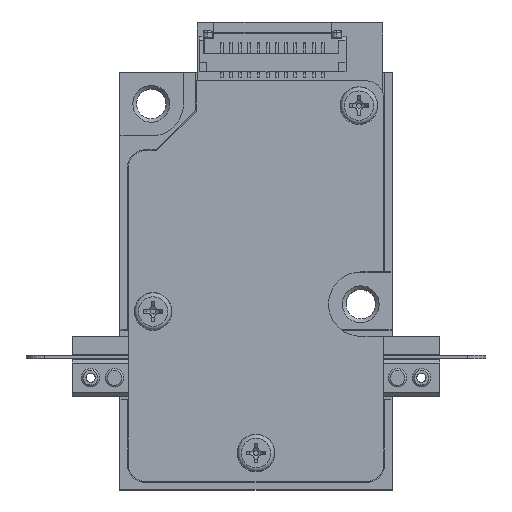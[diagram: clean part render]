
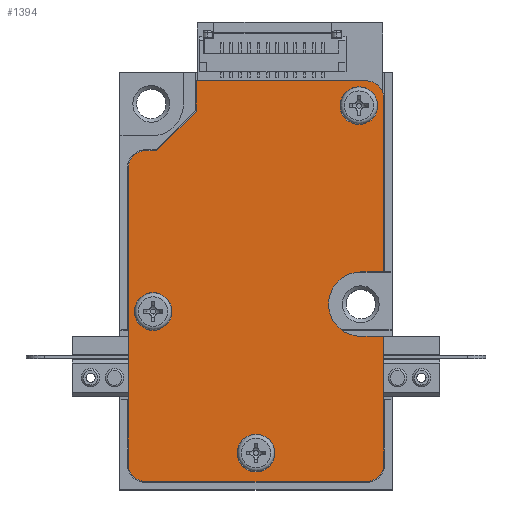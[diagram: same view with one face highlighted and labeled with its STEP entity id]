
A CAD part, top view. The second image highlights one B-rep face of the part: STEP entity #1394.
In plain terms, the highlighted planar face has unit normal (0, 0, 1).
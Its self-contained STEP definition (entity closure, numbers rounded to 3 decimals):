
#916=FACE_BOUND('',#3304,.T.);
#917=FACE_BOUND('',#3305,.T.);
#918=FACE_BOUND('',#3306,.T.);
#919=FACE_BOUND('',#3307,.T.);
#1040=CIRCLE('',#14201,1.75);
#1041=CIRCLE('',#14210,1.025);
#1042=CIRCLE('',#14211,1.025);
#1043=CIRCLE('',#14212,1.025);
#1044=CIRCLE('',#14213,0.95);
#1045=CIRCLE('',#14214,0.95);
#1046=CIRCLE('',#14215,0.95);
#1047=CIRCLE('',#14216,0.95);
#1394=ADVANCED_FACE('',(#916,#917,#918,#919),#2021,.F.);
#2021=PLANE('',#14217);
#3304=EDGE_LOOP('',(#4553));
#3305=EDGE_LOOP('',(#4554));
#3306=EDGE_LOOP('',(#4555));
#3307=EDGE_LOOP('',(#4556,#4557,#4558,#4559,#4560,#4561,#4562,#4563,#4564,
#4565,#4566,#4567,#4568,#4569,#4570));
#4553=ORIENTED_EDGE('',*,*,#9268,.T.);
#4554=ORIENTED_EDGE('',*,*,#9269,.T.);
#4555=ORIENTED_EDGE('',*,*,#9270,.T.);
#4556=ORIENTED_EDGE('',*,*,#9263,.T.);
#4557=ORIENTED_EDGE('',*,*,#9271,.T.);
#4558=ORIENTED_EDGE('',*,*,#9264,.T.);
#4559=ORIENTED_EDGE('',*,*,#9272,.T.);
#4560=ORIENTED_EDGE('',*,*,#9233,.T.);
#4561=ORIENTED_EDGE('',*,*,#9273,.T.);
#4562=ORIENTED_EDGE('',*,*,#9235,.T.);
#4563=ORIENTED_EDGE('',*,*,#9241,.T.);
#4564=ORIENTED_EDGE('',*,*,#9244,.T.);
#4565=ORIENTED_EDGE('',*,*,#9247,.T.);
#4566=ORIENTED_EDGE('',*,*,#9250,.T.);
#4567=ORIENTED_EDGE('',*,*,#9274,.T.);
#4568=ORIENTED_EDGE('',*,*,#9251,.T.);
#4569=ORIENTED_EDGE('',*,*,#9257,.T.);
#4570=ORIENTED_EDGE('',*,*,#9260,.T.);
#7867=VERTEX_POINT('',#19458);
#7868=VERTEX_POINT('',#19460);
#7869=VERTEX_POINT('',#19464);
#7870=VERTEX_POINT('',#19465);
#7874=VERTEX_POINT('',#19475);
#7876=VERTEX_POINT('',#19481);
#7878=VERTEX_POINT('',#19487);
#7880=VERTEX_POINT('',#19493);
#7881=VERTEX_POINT('',#19497);
#7882=VERTEX_POINT('',#19498);
#7886=VERTEX_POINT('',#19508);
#7888=VERTEX_POINT('',#19514);
#7890=VERTEX_POINT('',#19520);
#7891=VERTEX_POINT('',#19524);
#7892=VERTEX_POINT('',#19525);
#7895=VERTEX_POINT('',#19533);
#7896=VERTEX_POINT('',#19535);
#7897=VERTEX_POINT('',#19537);
#9233=EDGE_CURVE('',#7868,#7867,#11002,.T.);
#9235=EDGE_CURVE('',#7869,#7870,#11004,.T.);
#9241=EDGE_CURVE('',#7870,#7874,#11010,.T.);
#9244=EDGE_CURVE('',#7874,#7876,#1040,.T.);
#9247=EDGE_CURVE('',#7876,#7878,#11014,.T.);
#9250=EDGE_CURVE('',#7878,#7880,#11017,.T.);
#9251=EDGE_CURVE('',#7881,#7882,#11018,.T.);
#9257=EDGE_CURVE('',#7882,#7886,#11024,.T.);
#9260=EDGE_CURVE('',#7886,#7888,#11027,.T.);
#9263=EDGE_CURVE('',#7888,#7890,#11030,.T.);
#9264=EDGE_CURVE('',#7891,#7892,#11031,.T.);
#9268=EDGE_CURVE('',#7895,#7895,#1041,.T.);
#9269=EDGE_CURVE('',#7896,#7896,#1042,.T.);
#9270=EDGE_CURVE('',#7897,#7897,#1043,.T.);
#9271=EDGE_CURVE('',#7890,#7891,#1044,.T.);
#9272=EDGE_CURVE('',#7892,#7868,#1045,.T.);
#9273=EDGE_CURVE('',#7867,#7869,#1046,.T.);
#9274=EDGE_CURVE('',#7880,#7881,#1047,.T.);
#11002=LINE('',#19459,#12582);
#11004=LINE('',#19463,#12584);
#11010=LINE('',#19476,#12590);
#11014=LINE('',#19488,#12594);
#11017=LINE('',#19494,#12597);
#11018=LINE('',#19496,#12598);
#11024=LINE('',#19509,#12604);
#11027=LINE('',#19515,#12607);
#11030=LINE('',#19521,#12610);
#11031=LINE('',#19523,#12611);
#12582=VECTOR('',#15654,1.);
#12584=VECTOR('',#15658,1.);
#12590=VECTOR('',#15666,1.);
#12594=VECTOR('',#15678,1.);
#12597=VECTOR('',#15683,1.);
#12598=VECTOR('',#15686,1.);
#12604=VECTOR('',#15694,1.);
#12607=VECTOR('',#15699,1.);
#12610=VECTOR('',#15704,1.);
#12611=VECTOR('',#15707,1.);
#14201=AXIS2_PLACEMENT_3D('',#19482,#15672,#15673);
#14210=AXIS2_PLACEMENT_3D('',#19532,#15713,#15714);
#14211=AXIS2_PLACEMENT_3D('',#19534,#15715,#15716);
#14212=AXIS2_PLACEMENT_3D('',#19536,#15717,#15718);
#14213=AXIS2_PLACEMENT_3D('',#19538,#15719,#15720);
#14214=AXIS2_PLACEMENT_3D('',#19539,#15721,#15722);
#14215=AXIS2_PLACEMENT_3D('',#19540,#15723,#15724);
#14216=AXIS2_PLACEMENT_3D('',#19541,#15725,#15726);
#14217=AXIS2_PLACEMENT_3D('',#19542,#15727,#15728);
#15654=DIRECTION('',(1.,0.,0.));
#15658=DIRECTION('',(0.,1.,0.));
#15666=DIRECTION('',(-1.,0.,0.));
#15672=DIRECTION('',(0.,0.,-1.));
#15673=DIRECTION('',(1.,0.,0.));
#15678=DIRECTION('',(1.,0.,0.));
#15683=DIRECTION('',(0.,1.,0.));
#15686=DIRECTION('',(-1.,0.,0.));
#15694=DIRECTION('',(0.,-1.,0.));
#15699=DIRECTION('',(-0.707,-0.707,0.));
#15704=DIRECTION('',(-1.,0.,0.));
#15707=DIRECTION('',(0.,-1.,0.));
#15713=DIRECTION('',(0.,0.,-1.));
#15714=DIRECTION('',(-1.,0.,0.));
#15715=DIRECTION('',(0.,0.,-1.));
#15716=DIRECTION('',(-1.,0.,0.));
#15717=DIRECTION('',(0.,0.,-1.));
#15718=DIRECTION('',(-1.,0.,0.));
#15719=DIRECTION('',(0.,0.,1.));
#15720=DIRECTION('',(-1.,0.,0.));
#15721=DIRECTION('',(0.,0.,1.));
#15722=DIRECTION('',(-1.,0.,0.));
#15723=DIRECTION('',(0.,0.,1.));
#15724=DIRECTION('',(-1.,0.,0.));
#15725=DIRECTION('',(0.,0.,1.));
#15726=DIRECTION('',(-1.,0.,0.));
#15727=DIRECTION('',(0.,0.,-1.));
#15728=DIRECTION('',(-1.,0.,0.));
#19458=CARTESIAN_POINT('',(6.,0.,0.1));
#19459=CARTESIAN_POINT('',(-6.95,0.,0.1));
#19460=CARTESIAN_POINT('',(-6.,0.,0.1));
#19463=CARTESIAN_POINT('',(6.95,0.,0.1));
#19464=CARTESIAN_POINT('',(6.95,0.95,0.1));
#19465=CARTESIAN_POINT('',(6.95,7.9,0.1));
#19475=CARTESIAN_POINT('',(5.7,7.9,0.1));
#19476=CARTESIAN_POINT('',(6.95,7.9,0.1));
#19481=CARTESIAN_POINT('',(5.7,11.4,0.1));
#19482=CARTESIAN_POINT('',(5.7,9.65,0.1));
#19487=CARTESIAN_POINT('',(6.95,11.4,0.1));
#19488=CARTESIAN_POINT('',(5.7,11.4,0.1));
#19493=CARTESIAN_POINT('',(6.95,20.85,0.1));
#19494=CARTESIAN_POINT('',(6.95,11.4,0.1));
#19496=CARTESIAN_POINT('',(6.95,21.8,0.1));
#19497=CARTESIAN_POINT('',(6.,21.8,0.1));
#19498=CARTESIAN_POINT('',(-3.25,21.8,0.1));
#19508=CARTESIAN_POINT('',(-3.25,20.156,0.1));
#19509=CARTESIAN_POINT('',(-3.25,21.8,0.1));
#19514=CARTESIAN_POINT('',(-5.406,18.,0.1));
#19515=CARTESIAN_POINT('',(-3.25,20.156,0.1));
#19520=CARTESIAN_POINT('',(-6.,18.,0.1));
#19521=CARTESIAN_POINT('',(-5.406,18.,0.1));
#19523=CARTESIAN_POINT('',(-6.95,16.456,0.1));
#19524=CARTESIAN_POINT('',(-6.95,17.05,0.1));
#19525=CARTESIAN_POINT('',(-6.95,0.95,0.1));
#19532=CARTESIAN_POINT('',(5.6,20.45,0.1));
#19533=CARTESIAN_POINT('',(4.575,20.45,0.1));
#19534=CARTESIAN_POINT('',(0.,1.55,0.1));
#19535=CARTESIAN_POINT('',(-1.025,1.55,0.1));
#19536=CARTESIAN_POINT('',(-5.6,9.25,0.1));
#19537=CARTESIAN_POINT('',(-6.625,9.25,0.1));
#19538=CARTESIAN_POINT('',(-6.,17.05,0.1));
#19539=CARTESIAN_POINT('',(-6.,0.95,0.1));
#19540=CARTESIAN_POINT('',(6.,0.95,0.1));
#19541=CARTESIAN_POINT('',(6.,20.85,0.1));
#19542=CARTESIAN_POINT('',(5.7,9.65,0.1));
